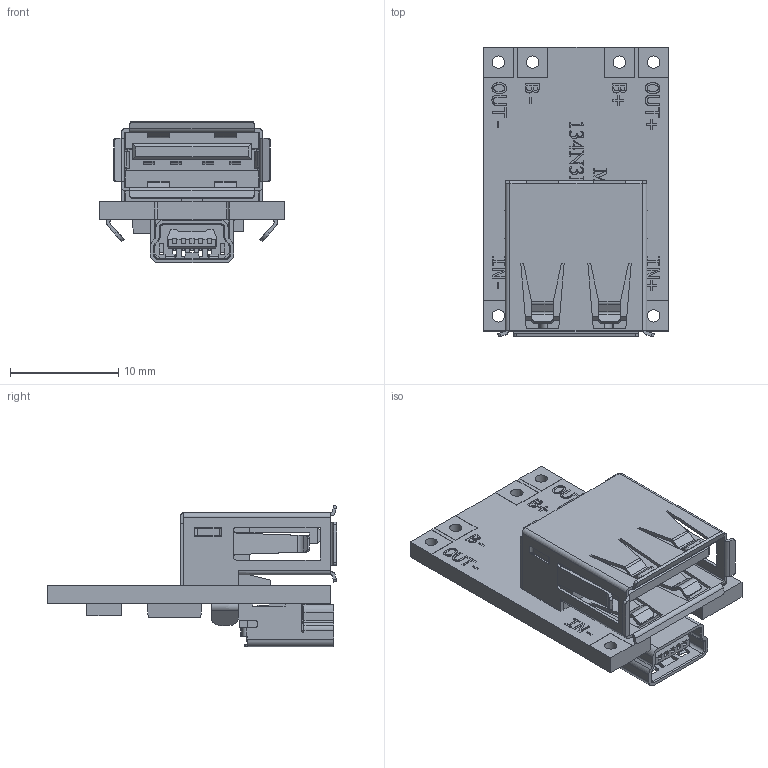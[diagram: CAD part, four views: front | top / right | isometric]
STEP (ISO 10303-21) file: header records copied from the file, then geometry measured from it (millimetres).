
FILE_DESCRIPTION(('HOOPS Exchange Step'),'2;1');
FILE_NAME('134N3P .step','2019-07-04T13:36:38+00:00',('SYSTEM'),('Unknown organisation'),'HOOPS Exchange 10.0','HOOPS Exchange','Unknown authorisation');
FILE_SCHEMA( ('AUTOMOTIVE_DESIGN { 1 0 10303 214 1 1 1 1 }') );
Length unit declared in the file: millimetre
Products named in the file (2): Default; 134N3P 
Assembly tree (1 placements, depth 2):
  134N3P 
    Default
Bounding box: 17.14 x 26.79 x 13.06 mm (x, y, z)
Volume: 1614.2 mm3; surface area: 3438.4 mm2
Topology: 2 solids, 2 shells, 1617 faces, 4565 edges, 2988 vertices
Faces by surface type: plane 1144, extrusion 246, cylinder 185, bspline 34, cone 8
Full cylindrical faces by diameter (mm): 1.143 x6
Entity records: 63355 total; most frequent: CARTESIAN_POINT 21990, ORIENTED_EDGE 9122, DIRECTION 7045, EDGE_CURVE 4561, VECTOR 3851, LINE 3605, VERTEX_POINT 2988, EDGE_LOOP 1739
